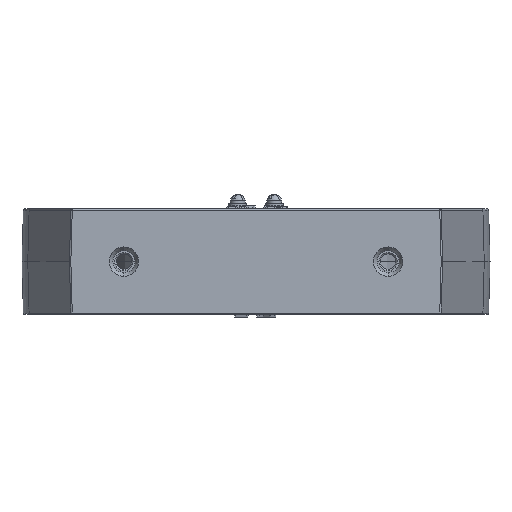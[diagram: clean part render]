
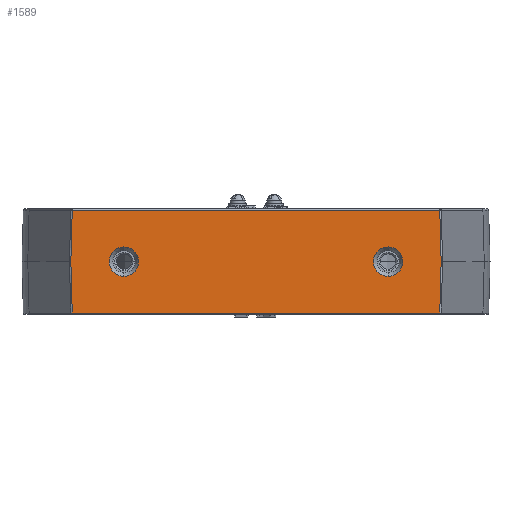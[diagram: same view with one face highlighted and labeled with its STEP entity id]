
A CAD part, front view. The second image highlights one B-rep face of the part: STEP entity #1589.
In plain terms, the highlighted planar face has unit normal (0, -1, 0).
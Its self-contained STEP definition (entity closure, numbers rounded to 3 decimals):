
#204 = CARTESIAN_POINT ( 'NONE',  ( -90., -161., -10. ) ) ;
#225 = CARTESIAN_POINT ( 'NONE',  ( 90., -161., 10. ) ) ;
#228 = CARTESIAN_POINT ( 'NONE',  ( -90., -161., 10. ) ) ;
#229 = CARTESIAN_POINT ( 'NONE',  ( 90., -161., -10. ) ) ;
#396 = CARTESIAN_POINT ( 'NONE',  ( -126.201, -161., 0. ) ) ;
#399 = CARTESIAN_POINT ( 'NONE',  ( -125.261, -161., -35. ) ) ;
#596 = CARTESIAN_POINT ( 'NONE',  ( 125.261, -161., -35. ) ) ;
#597 = CARTESIAN_POINT ( 'NONE',  ( 126.201, -161., 0. ) ) ;
#598 = CARTESIAN_POINT ( 'NONE',  ( 125.261, -161., 35. ) ) ;
#599 = CARTESIAN_POINT ( 'NONE',  ( -125.261, -161., 35. ) ) ;
#806 = CIRCLE ( 'NONE', #3641, 10. ) ;
#833 = CIRCLE ( 'NONE', #3654, 10. ) ;
#1548 = EDGE_CURVE ( 'NONE', #6082, #6085, #3799, .T. ) ;
#1589 = ADVANCED_FACE ( 'NONE', ( #3873, #3881, #3883 ), #6516, .F. ) ;
#1742 = EDGE_CURVE ( 'NONE', #4751, #4745, #4122, .T. ) ;
#1747 = EDGE_CURVE ( 'NONE', #6085, #6282, #4127, .T. ) ;
#1748 = EDGE_CURVE ( 'NONE', #6282, #6283, #4129, .T. ) ;
#1750 = EDGE_CURVE ( 'NONE', #6283, #6284, #4131, .T. ) ;
#1754 = EDGE_CURVE ( 'NONE', #6284, #6285, #4137, .T. ) ;
#1755 = EDGE_CURVE ( 'NONE', #4746, #4750, #4141, .T. ) ;
#1757 = EDGE_CURVE ( 'NONE', #6285, #6082, #4142, .T. ) ;
#2207 = EDGE_CURVE ( 'NONE', #4745, #4751, #806, .T. ) ;
#2210 = EDGE_CURVE ( 'NONE', #4750, #4746, #833, .T. ) ;
#2585 = ORIENTED_EDGE ( 'NONE', *, *, #1755, .F. ) ;
#2586 = ORIENTED_EDGE ( 'NONE', *, *, #2210, .F. ) ;
#2587 = ORIENTED_EDGE ( 'NONE', *, *, #1742, .F. ) ;
#2588 = ORIENTED_EDGE ( 'NONE', *, *, #2207, .F. ) ;
#2589 = ORIENTED_EDGE ( 'NONE', *, *, #1748, .T. ) ;
#2590 = ORIENTED_EDGE ( 'NONE', *, *, #1750, .T. ) ;
#2591 = ORIENTED_EDGE ( 'NONE', *, *, #1754, .T. ) ;
#2592 = ORIENTED_EDGE ( 'NONE', *, *, #1757, .T. ) ;
#2593 = ORIENTED_EDGE ( 'NONE', *, *, #1548, .T. ) ;
#2594 = ORIENTED_EDGE ( 'NONE', *, *, #1747, .T. ) ;
#3173 = EDGE_LOOP ( 'NONE', ( #2587, #2588 ) ) ;
#3175 = EDGE_LOOP ( 'NONE', ( #2585, #2586 ) ) ;
#3179 = EDGE_LOOP ( 'NONE', ( #2589, #2590, #2591, #2592, #2593, #2594 ) ) ;
#3344 = AXIS2_PLACEMENT_3D ( 'NONE', #6515, #6517, #6518 ) ;
#3483 = AXIS2_PLACEMENT_3D ( 'NONE', #7011, #7014, #7015 ) ;
#3489 = AXIS2_PLACEMENT_3D ( 'NONE', #7045, #7048, #7049 ) ;
#3641 = AXIS2_PLACEMENT_3D ( 'NONE', #5653, #5657, #5658 ) ;
#3654 = AXIS2_PLACEMENT_3D ( 'NONE', #5652, #5666, #5667 ) ;
#3795 = VECTOR ( 'NONE', #6391, 1000. ) ;
#3799 = LINE ( 'NONE', #6370, #3795 ) ;
#3873 = FACE_BOUND ( 'NONE', #3175, .T. ) ;
#3881 = FACE_BOUND ( 'NONE', #3173, .T. ) ;
#3883 = FACE_OUTER_BOUND ( 'NONE', #3179, .T. ) ;
#4122 = CIRCLE ( 'NONE', #3483, 10. ) ;
#4127 = LINE ( 'NONE', #7026, #4128 ) ;
#4128 = VECTOR ( 'NONE', #7027, 1000. ) ;
#4129 = LINE ( 'NONE', #7028, #4130 ) ;
#4130 = VECTOR ( 'NONE', #7029, 1000. ) ;
#4131 = LINE ( 'NONE', #7030, #4132 ) ;
#4132 = VECTOR ( 'NONE', #7035, 1000. ) ;
#4133 = VECTOR ( 'NONE', #7046, 1000. ) ;
#4135 = VECTOR ( 'NONE', #7054, 1000. ) ;
#4137 = LINE ( 'NONE', #7039, #4133 ) ;
#4141 = CIRCLE ( 'NONE', #3489, 10. ) ;
#4142 = LINE ( 'NONE', #7047, #4135 ) ;
#4745 = VERTEX_POINT ( 'NONE', #225 ) ;
#4746 = VERTEX_POINT ( 'NONE', #204 ) ;
#4750 = VERTEX_POINT ( 'NONE', #228 ) ;
#4751 = VERTEX_POINT ( 'NONE', #229 ) ;
#5652 = CARTESIAN_POINT ( 'NONE',  ( -90., -161., 0. ) ) ;
#5653 = CARTESIAN_POINT ( 'NONE',  ( 90., -161., 0. ) ) ;
#5657 = DIRECTION ( 'NONE',  ( 0., -1., 0. ) ) ;
#5658 = DIRECTION ( 'NONE',  ( 0., 0., -1. ) ) ;
#5666 = DIRECTION ( 'NONE',  ( 0., -1., 0. ) ) ;
#5667 = DIRECTION ( 'NONE',  ( 0., 0., -1. ) ) ;
#6082 = VERTEX_POINT ( 'NONE', #396 ) ;
#6085 = VERTEX_POINT ( 'NONE', #399 ) ;
#6282 = VERTEX_POINT ( 'NONE', #596 ) ;
#6283 = VERTEX_POINT ( 'NONE', #597 ) ;
#6284 = VERTEX_POINT ( 'NONE', #598 ) ;
#6285 = VERTEX_POINT ( 'NONE', #599 ) ;
#6370 = CARTESIAN_POINT ( 'NONE',  ( -127.168, -161., 35.995 ) ) ;
#6391 = DIRECTION ( 'NONE',  ( 0.027, 0., -1. ) ) ;
#6515 = CARTESIAN_POINT ( 'NONE',  ( -127., -161., 36. ) ) ;
#6516 = PLANE ( 'NONE',  #3344 ) ;
#6517 = DIRECTION ( 'NONE',  ( 0., 1., 0. ) ) ;
#6518 = DIRECTION ( 'NONE',  ( 0., 0., 1. ) ) ;
#7011 = CARTESIAN_POINT ( 'NONE',  ( 90., -161., 0. ) ) ;
#7014 = DIRECTION ( 'NONE',  ( 0., -1., 0. ) ) ;
#7015 = DIRECTION ( 'NONE',  ( 0., 0., -1. ) ) ;
#7026 = CARTESIAN_POINT ( 'NONE',  ( 126.033, -161., -35. ) ) ;
#7027 = DIRECTION ( 'NONE',  ( 1., 0., 0. ) ) ;
#7028 = CARTESIAN_POINT ( 'NONE',  ( 126.985, -161., 29.18 ) ) ;
#7029 = DIRECTION ( 'NONE',  ( 0.027, 0., 1. ) ) ;
#7030 = CARTESIAN_POINT ( 'NONE',  ( 125.053, -161., 42.768 ) ) ;
#7035 = DIRECTION ( 'NONE',  ( -0.027, 0., 1. ) ) ;
#7039 = CARTESIAN_POINT ( 'NONE',  ( -126.033, -161., 35. ) ) ;
#7045 = CARTESIAN_POINT ( 'NONE',  ( -90., -161., 0. ) ) ;
#7046 = DIRECTION ( 'NONE',  ( -1., 0., 0. ) ) ;
#7047 = CARTESIAN_POINT ( 'NONE',  ( -125.236, -161., 35.953 ) ) ;
#7048 = DIRECTION ( 'NONE',  ( 0., -1., 0. ) ) ;
#7049 = DIRECTION ( 'NONE',  ( 0., 0., -1. ) ) ;
#7054 = DIRECTION ( 'NONE',  ( -0.027, 0., -1. ) ) ;
